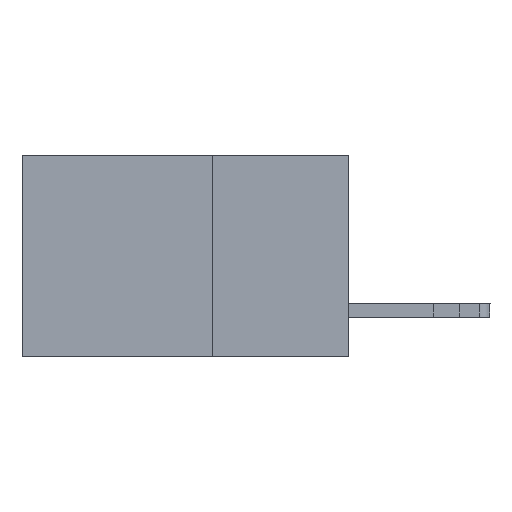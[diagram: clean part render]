
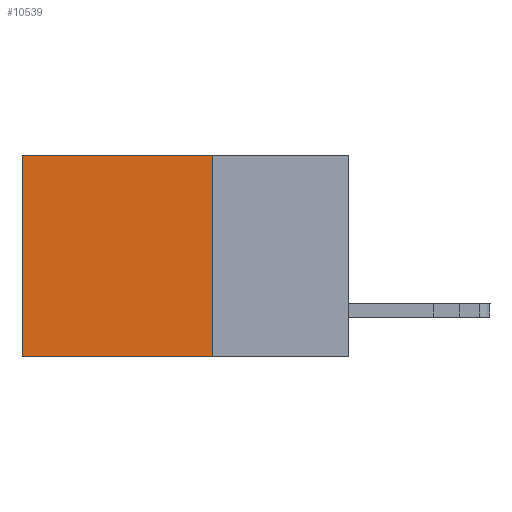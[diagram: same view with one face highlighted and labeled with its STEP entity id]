
A CAD part, left-side view. The second image highlights one B-rep face of the part: STEP entity #10539.
In plain terms, the highlighted planar face has unit normal (-1, 0, 0).
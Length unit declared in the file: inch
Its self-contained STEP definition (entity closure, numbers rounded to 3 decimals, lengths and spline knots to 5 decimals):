
#334 = ORIENTED_EDGE ( 'NONE', *, *, #2958, .T. ) ;
#605 = CARTESIAN_POINT ( 'NONE',  ( 0.2615, 0.6, 0. ) ) ;
#953 = LINE ( 'NONE', #7020, #1129 ) ;
#1129 = VECTOR ( 'NONE', #8099, 39.37008 ) ;
#1269 = LINE ( 'NONE', #9434, #7810 ) ;
#2505 = EDGE_LOOP ( 'NONE', ( #9436, #9599, #6457, #334 ) ) ;
#2545 = PLANE ( 'NONE',  #7507 ) ;
#2550 = VERTEX_POINT ( 'NONE', #11984 ) ;
#2624 = VECTOR ( 'NONE', #12208, 39.37008 ) ;
#2958 = EDGE_CURVE ( 'NONE', #7150, #4084, #953, .T. ) ;
#3090 = EDGE_CURVE ( 'NONE', #4084, #2550, #1269, .T. ) ;
#3812 = VECTOR ( 'NONE', #10161, 39.37008 ) ;
#4084 = VERTEX_POINT ( 'NONE', #605 ) ;
#6067 = CARTESIAN_POINT ( 'NONE',  ( 0.2615, 0.25, -0.37 ) ) ;
#6275 = DIRECTION ( 'NONE',  ( 0., 0., -1. ) ) ;
#6457 = ORIENTED_EDGE ( 'NONE', *, *, #8912, .F. ) ;
#6662 = CARTESIAN_POINT ( 'NONE',  ( 0.2615, 0.25, -0.37 ) ) ;
#7020 = CARTESIAN_POINT ( 'NONE',  ( 0.2615, 0.25, 0. ) ) ;
#7116 = EDGE_CURVE ( 'NONE', #12222, #2550, #12192, .T. ) ;
#7150 = VERTEX_POINT ( 'NONE', #9223 ) ;
#7507 = AXIS2_PLACEMENT_3D ( 'NONE', #6662, #10918, #12997 ) ;
#7810 = VECTOR ( 'NONE', #6275, 39.37008 ) ;
#8099 = DIRECTION ( 'NONE',  ( 0., 1., 0. ) ) ;
#8151 = CARTESIAN_POINT ( 'NONE',  ( 0.2615, 0.25, -0.37 ) ) ;
#8766 = FACE_OUTER_BOUND ( 'NONE', #2505, .T. ) ;
#8912 = EDGE_CURVE ( 'NONE', #7150, #12222, #11874, .T. ) ;
#9041 = CARTESIAN_POINT ( 'NONE',  ( 0.2615, 0.25, -0.37 ) ) ;
#9223 = CARTESIAN_POINT ( 'NONE',  ( 0.2615, 0.25, 0. ) ) ;
#9434 = CARTESIAN_POINT ( 'NONE',  ( 0.2615, 0.6, -0.37 ) ) ;
#9436 = ORIENTED_EDGE ( 'NONE', *, *, #3090, .T. ) ;
#9599 = ORIENTED_EDGE ( 'NONE', *, *, #7116, .F. ) ;
#10161 = DIRECTION ( 'NONE',  ( 0., 1., 0. ) ) ;
#10539 = ADVANCED_FACE ( 'NONE', ( #8766 ), #2545, .F. ) ;
#10918 = DIRECTION ( 'NONE',  ( 1., 0., 0. ) ) ;
#11874 = LINE ( 'NONE', #8151, #2624 ) ;
#11984 = CARTESIAN_POINT ( 'NONE',  ( 0.2615, 0.6, -0.37 ) ) ;
#12192 = LINE ( 'NONE', #6067, #3812 ) ;
#12208 = DIRECTION ( 'NONE',  ( 0., 0., -1. ) ) ;
#12222 = VERTEX_POINT ( 'NONE', #9041 ) ;
#12997 = DIRECTION ( 'NONE',  ( 0., 0., -1. ) ) ;
